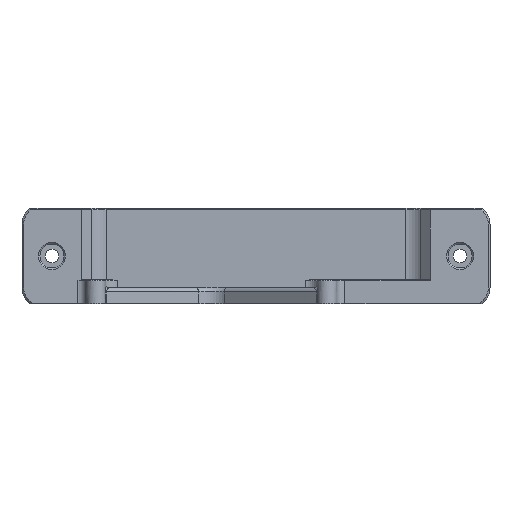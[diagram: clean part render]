
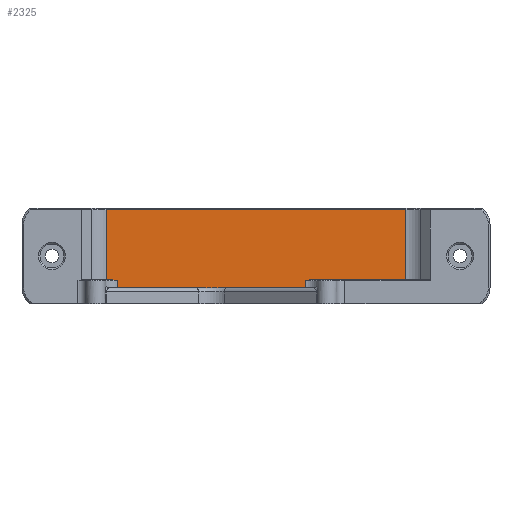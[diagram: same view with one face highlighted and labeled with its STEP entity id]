
A CAD part, front view. The second image highlights one B-rep face of the part: STEP entity #2325.
In plain terms, the highlighted planar face has unit normal (0, -1, 0).
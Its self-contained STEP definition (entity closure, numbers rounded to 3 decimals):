
#35=(
BOUNDED_CURVE()
B_SPLINE_CURVE(2,(#3496,#3497,#3498),.UNSPECIFIED.,.F.,.F.)
B_SPLINE_CURVE_WITH_KNOTS((3,3),(0.122,0.244),
 .UNSPECIFIED.)
CURVE()
GEOMETRIC_REPRESENTATION_ITEM()
RATIONAL_B_SPLINE_CURVE((1.,1.014,1.))
REPRESENTATION_ITEM('')
);
#36=(
BOUNDED_CURVE()
B_SPLINE_CURVE(2,(#3602,#3603,#3604),.UNSPECIFIED.,.F.,.F.)
B_SPLINE_CURVE_WITH_KNOTS((3,3),(0.,0.122),.UNSPECIFIED.)
CURVE()
GEOMETRIC_REPRESENTATION_ITEM()
RATIONAL_B_SPLINE_CURVE((1.,1.014,1.))
REPRESENTATION_ITEM('')
);
#83=PLANE('',#2544);
#236=FACE_OUTER_BOUND('',#384,.T.);
#384=EDGE_LOOP('',(#1836,#1837,#1838,#1839,#1840,#1841,#1842,#1843,#1844,
#1845));
#504=LINE('',#3597,#699);
#511=LINE('',#3638,#706);
#574=LINE('',#3814,#769);
#591=LINE('',#3854,#786);
#592=LINE('',#3857,#787);
#593=LINE('',#3859,#788);
#594=LINE('',#3860,#789);
#595=LINE('',#3861,#790);
#699=VECTOR('',#2803,10.);
#706=VECTOR('',#2840,10.);
#769=VECTOR('',#3007,10.);
#786=VECTOR('',#3052,10.);
#787=VECTOR('',#3057,10.);
#788=VECTOR('',#3058,10.);
#789=VECTOR('',#3059,10.);
#790=VECTOR('',#3060,10.);
#1009=VERTEX_POINT('',#3494);
#1010=VERTEX_POINT('',#3495);
#1042=VERTEX_POINT('',#3596);
#1043=VERTEX_POINT('',#3600);
#1044=VERTEX_POINT('',#3601);
#1055=VERTEX_POINT('',#3637);
#1114=VERTEX_POINT('',#3806);
#1116=VERTEX_POINT('',#3812);
#1125=VERTEX_POINT('',#3853);
#1126=VERTEX_POINT('',#3858);
#1223=EDGE_CURVE('',#1009,#1010,#35,.F.);
#1266=EDGE_CURVE('',#1010,#1042,#504,.T.);
#1268=EDGE_CURVE('',#1043,#1044,#36,.F.);
#1284=EDGE_CURVE('',#1055,#1044,#511,.T.);
#1371=EDGE_CURVE('',#1116,#1114,#574,.T.);
#1392=EDGE_CURVE('',#1114,#1125,#591,.T.);
#1394=EDGE_CURVE('',#1055,#1116,#592,.T.);
#1395=EDGE_CURVE('',#1126,#1043,#593,.T.);
#1396=EDGE_CURVE('',#1126,#1042,#594,.T.);
#1397=EDGE_CURVE('',#1009,#1125,#595,.T.);
#1836=ORIENTED_EDGE('',*,*,#1371,.F.);
#1837=ORIENTED_EDGE('',*,*,#1394,.F.);
#1838=ORIENTED_EDGE('',*,*,#1284,.T.);
#1839=ORIENTED_EDGE('',*,*,#1268,.F.);
#1840=ORIENTED_EDGE('',*,*,#1395,.F.);
#1841=ORIENTED_EDGE('',*,*,#1396,.T.);
#1842=ORIENTED_EDGE('',*,*,#1266,.F.);
#1843=ORIENTED_EDGE('',*,*,#1223,.F.);
#1844=ORIENTED_EDGE('',*,*,#1397,.T.);
#1845=ORIENTED_EDGE('',*,*,#1392,.F.);
#2325=ADVANCED_FACE('',(#236),#83,.T.);
#2544=AXIS2_PLACEMENT_3D('',#3856,#3055,#3056);
#2803=DIRECTION('',(0.,0.,-1.));
#2840=DIRECTION('',(1.,0.,0.));
#3007=DIRECTION('',(1.,0.,0.));
#3052=DIRECTION('',(0.,0.,-1.));
#3055=DIRECTION('center_axis',(0.,-1.,0.));
#3056=DIRECTION('ref_axis',(0.,0.,
-1.));
#3057=DIRECTION('',(0.,0.,1.));
#3058=DIRECTION('',(0.,0.,1.));
#3059=DIRECTION('',(1.,0.,0.));
#3060=DIRECTION('',(1.,0.,0.));
#3494=CARTESIAN_POINT('',(13.514,31.,6.));
#3495=CARTESIAN_POINT('',(12.314,31.,5.8));
#3496=CARTESIAN_POINT('Ctrl Pts',(12.314,31.,5.8));
#3497=CARTESIAN_POINT('Ctrl Pts',(12.897,31.,5.8));
#3498=CARTESIAN_POINT('Ctrl Pts',(13.514,31.,6.));
#3596=CARTESIAN_POINT('',(12.314,31.,0.));
#3597=CARTESIAN_POINT('',(12.314,31.,3.75));
#3600=CARTESIAN_POINT('',(-34.686,31.,5.8));
#3601=CARTESIAN_POINT('',(-35.886,31.,6.));
#3602=CARTESIAN_POINT('Ctrl Pts',(-35.886,31.,6.));
#3603=CARTESIAN_POINT('Ctrl Pts',(-35.269,31.,5.8));
#3604=CARTESIAN_POINT('Ctrl Pts',(-34.686,31.,5.8));
#3637=CARTESIAN_POINT('',(-37.615,31.,6.));
#3638=CARTESIAN_POINT('',(-41.354,31.,6.));
#3806=CARTESIAN_POINT('',(37.615,31.,23.6));
#3812=CARTESIAN_POINT('',(-37.615,31.,23.6));
#3814=CARTESIAN_POINT('',(-12.011,31.,23.6));
#3853=CARTESIAN_POINT('',(37.615,31.,6.));
#3854=CARTESIAN_POINT('',(37.615,31.,9.375));
#3856=CARTESIAN_POINT('Origin',(-82.709,31.,7.5));
#3857=CARTESIAN_POINT('',(-37.615,31.,7.125));
#3858=CARTESIAN_POINT('',(-34.686,31.,0.));
#3859=CARTESIAN_POINT('',(-34.686,31.,3.75));
#3860=CARTESIAN_POINT('',(58.686,31.,0.));
#3861=CARTESIAN_POINT('',(-41.354,31.,6.));
